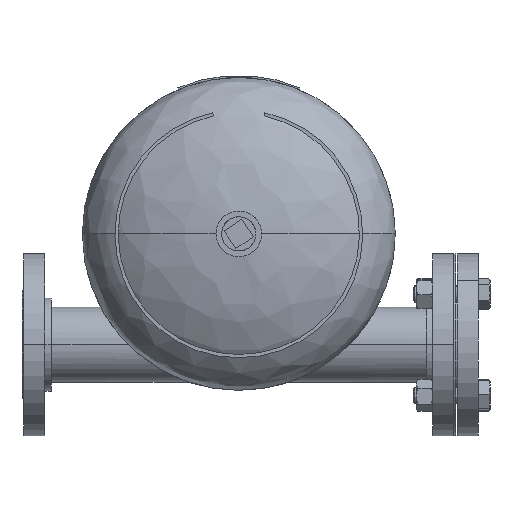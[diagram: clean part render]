
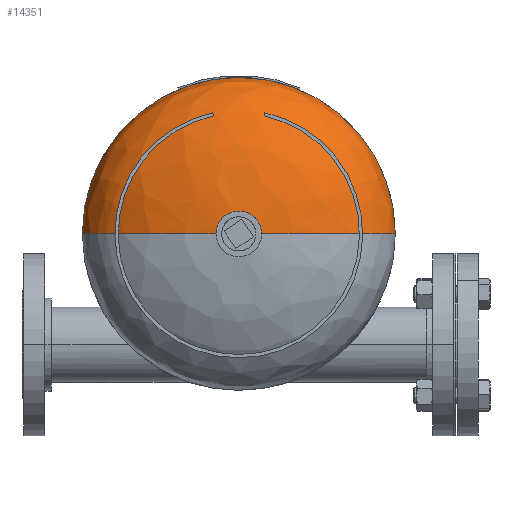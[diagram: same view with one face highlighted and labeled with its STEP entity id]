
A CAD part, front view. The second image highlights one B-rep face of the part: STEP entity #14351.
In plain terms, the highlighted free-form (B-spline) face has degree [3, 3] with [4, 4] control points.
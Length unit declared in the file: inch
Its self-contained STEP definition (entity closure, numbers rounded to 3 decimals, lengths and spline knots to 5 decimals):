
#239 = VERTEX_POINT ( 'NONE', #8516 ) ;
#567 = CARTESIAN_POINT ( 'NONE',  ( -6., 1.0125, 0. ) ) ;
#652 = CARTESIAN_POINT ( 'NONE',  ( 0.75, 4.03808, 0. ) ) ;
#1095 = CARTESIAN_POINT ( 'NONE',  ( -6., 2.62614, 0. ) ) ;
#1517 = DIRECTION ( 'NONE',  ( 0., -1., 0. ) ) ;
#1539 = DIRECTION ( 'NONE',  ( 0., 0., -1. ) ) ;
#1688 = EDGE_CURVE ( 'NONE', #11227, #2713, #17957, .T. ) ;
#1962 = CARTESIAN_POINT ( 'NONE',  ( 0., 1.0125, 0. ) ) ;
#2058 =( BOUNDED_SURFACE ( )  B_SPLINE_SURFACE ( 3, 3, ( 
 ( #10877, #15125, #14944, #3612 ),
 ( #9247, #9512, #13471, #2472 ),
 ( #6555, #13732, #16337, #1095 ),
 ( #12347, #7936, #5340, #3696 ) ),
 .UNSPECIFIED., .F., .F., .F. ) 
 B_SPLINE_SURFACE_WITH_KNOTS ( ( 4, 4 ),
 ( 4, 4 ),
 ( 0., 1. ),
 ( 0., 1. ),
 .UNSPECIFIED. ) 
 GEOMETRIC_REPRESENTATION_ITEM ( )  RATIONAL_B_SPLINE_SURFACE ( (
 ( 1., 0.333, 0.333, 1.),
 ( 0.833, 0.278, 0.278, 0.833),
 ( 0.833, 0.278, 0.278, 0.833),
 ( 1., 0.333, 0.333, 1.) ) ) 
 REPRESENTATION_ITEM ( '' )  SURFACE ( )  );
#2472 = CARTESIAN_POINT ( 'NONE',  ( -3.9, 3.83638, 0. ) ) ;
#2713 = VERTEX_POINT ( 'NONE', #11906 ) ;
#3327 = CARTESIAN_POINT ( 'NONE',  ( -6., 2.62614, 0. ) ) ;
#3400 = CARTESIAN_POINT ( 'NONE',  ( 6., 1.0125, 0. ) ) ;
#3491 = CARTESIAN_POINT ( 'NONE',  ( 3.9, 3.83638, 0. ) ) ;
#3596 = CARTESIAN_POINT ( 'NONE',  ( -6., 1.0125, 0. ) ) ;
#3612 = CARTESIAN_POINT ( 'NONE',  ( -0.75, 4.03808, 0. ) ) ;
#3683 = AXIS2_PLACEMENT_3D ( 'NONE', #17035, #8376, #1539 ) ;
#3696 = CARTESIAN_POINT ( 'NONE',  ( -6., 1.0125, 0. ) ) ;
#4378 = CARTESIAN_POINT ( 'NONE',  ( 0., 4.03808, 0. ) ) ;
#4477 = VERTEX_POINT ( 'NONE', #3596 ) ;
#5249 = FACE_OUTER_BOUND ( 'NONE', #16916, .T. ) ;
#5318 = ORIENTED_EDGE ( 'NONE', *, *, #10149, .T. ) ;
#5340 = CARTESIAN_POINT ( 'NONE',  ( -6., 1.0125, 12. ) ) ;
#5529 = ORIENTED_EDGE ( 'NONE', *, *, #15693, .F. ) ;
#5688 = DIRECTION ( 'NONE',  ( 0., 0., -1. ) ) ;
#6041 = AXIS2_PLACEMENT_3D ( 'NONE', #12789, #14176, #5688 ) ;
#6123 = DIRECTION ( 'NONE',  ( 0., 0., -1. ) ) ;
#6319 =( BOUNDED_CURVE ( )  B_SPLINE_CURVE ( 3, ( #13446, #3491, #8950, #3400 ),
 .UNSPECIFIED., .F., .F. ) 
 B_SPLINE_CURVE_WITH_KNOTS ( ( 4, 4 ),
 ( 1.69612, 3.14159 ),
 .UNSPECIFIED. ) 
 CURVE ( )  GEOMETRIC_REPRESENTATION_ITEM ( )  RATIONAL_B_SPLINE_CURVE ( ( 1., 0.833, 0.833, 1. ) ) 
 REPRESENTATION_ITEM ( '' )  );
#6555 = CARTESIAN_POINT ( 'NONE',  ( 6., 2.62614, 0. ) ) ;
#6939 = AXIS2_PLACEMENT_3D ( 'NONE', #1962, #16933, #6123 ) ;
#7477 = CARTESIAN_POINT ( 'NONE',  ( -3.9, 3.83638, 0. ) ) ;
#7936 = CARTESIAN_POINT ( 'NONE',  ( 6., 1.0125, 12. ) ) ;
#8376 = DIRECTION ( 'NONE',  ( 0., -1., 0. ) ) ;
#8504 = ORIENTED_EDGE ( 'NONE', *, *, #15674, .T. ) ;
#8516 = CARTESIAN_POINT ( 'NONE',  ( 0., 1.0125, 6. ) ) ;
#8605 = EDGE_CURVE ( 'NONE', #11227, #9210, #6319, .T. ) ;
#8645 = VERTEX_POINT ( 'NONE', #14646 ) ;
#8950 = CARTESIAN_POINT ( 'NONE',  ( 6., 2.62614, 0. ) ) ;
#9210 = VERTEX_POINT ( 'NONE', #15558 ) ;
#9247 = CARTESIAN_POINT ( 'NONE',  ( 3.9, 3.83638, 0. ) ) ;
#9512 = CARTESIAN_POINT ( 'NONE',  ( 3.9, 3.83638, 7.8 ) ) ;
#10149 = EDGE_CURVE ( 'NONE', #8645, #4477, #15146, .T. ) ;
#10877 = CARTESIAN_POINT ( 'NONE',  ( 0.75, 4.03808, 0. ) ) ;
#10931 = ORIENTED_EDGE ( 'NONE', *, *, #13735, .F. ) ;
#11227 = VERTEX_POINT ( 'NONE', #652 ) ;
#11475 = DIRECTION ( 'NONE',  ( 0., 0., -1. ) ) ;
#11775 = AXIS2_PLACEMENT_3D ( 'NONE', #4378, #1517, #11475 ) ;
#11906 = CARTESIAN_POINT ( 'NONE',  ( 0., 4.03808, 0.75 ) ) ;
#12347 = CARTESIAN_POINT ( 'NONE',  ( 6., 1.0125, 0. ) ) ;
#12510 = CIRCLE ( 'NONE', #6041, 0.75 ) ;
#12789 = CARTESIAN_POINT ( 'NONE',  ( 0., 4.03808, 0. ) ) ;
#13104 = CARTESIAN_POINT ( 'NONE',  ( -0.75, 4.03808, 0. ) ) ;
#13446 = CARTESIAN_POINT ( 'NONE',  ( 0.75, 4.03808, 0. ) ) ;
#13471 = CARTESIAN_POINT ( 'NONE',  ( -3.9, 3.83638, 7.8 ) ) ;
#13732 = CARTESIAN_POINT ( 'NONE',  ( 6., 2.62614, 12. ) ) ;
#13735 = EDGE_CURVE ( 'NONE', #9210, #239, #17267, .T. ) ;
#13856 = ORIENTED_EDGE ( 'NONE', *, *, #1688, .T. ) ;
#14176 = DIRECTION ( 'NONE',  ( 0., -1., 0. ) ) ;
#14351 = ADVANCED_FACE ( 'NONE', ( #5249 ), #2058, .F. ) ;
#14646 = CARTESIAN_POINT ( 'NONE',  ( -0.75, 4.03808, 0. ) ) ;
#14944 = CARTESIAN_POINT ( 'NONE',  ( -0.75, 4.03808, 1.5 ) ) ;
#15125 = CARTESIAN_POINT ( 'NONE',  ( 0.75, 4.03808, 1.5 ) ) ;
#15146 =( BOUNDED_CURVE ( )  B_SPLINE_CURVE ( 3, ( #13104, #7477, #3327, #567 ),
 .UNSPECIFIED., .F., .F. ) 
 B_SPLINE_CURVE_WITH_KNOTS ( ( 4, 4 ),
 ( 1.69612, 3.14159 ),
 .UNSPECIFIED. ) 
 CURVE ( )  GEOMETRIC_REPRESENTATION_ITEM ( )  RATIONAL_B_SPLINE_CURVE ( ( 1., 0.833, 0.833, 1. ) ) 
 REPRESENTATION_ITEM ( '' )  );
#15558 = CARTESIAN_POINT ( 'NONE',  ( 6., 1.0125, 0. ) ) ;
#15674 = EDGE_CURVE ( 'NONE', #2713, #8645, #12510, .T. ) ;
#15693 = EDGE_CURVE ( 'NONE', #239, #4477, #18107, .T. ) ;
#16337 = CARTESIAN_POINT ( 'NONE',  ( -6., 2.62614, 12. ) ) ;
#16916 = EDGE_LOOP ( 'NONE', ( #8504, #5318, #5529, #10931, #17095, #13856 ) ) ;
#16933 = DIRECTION ( 'NONE',  ( 0., -1., 0. ) ) ;
#17035 = CARTESIAN_POINT ( 'NONE',  ( 0., 1.0125, 0. ) ) ;
#17095 = ORIENTED_EDGE ( 'NONE', *, *, #8605, .F. ) ;
#17267 = CIRCLE ( 'NONE', #6939, 6. ) ;
#17957 = CIRCLE ( 'NONE', #11775, 0.75 ) ;
#18107 = CIRCLE ( 'NONE', #3683, 6. ) ;
